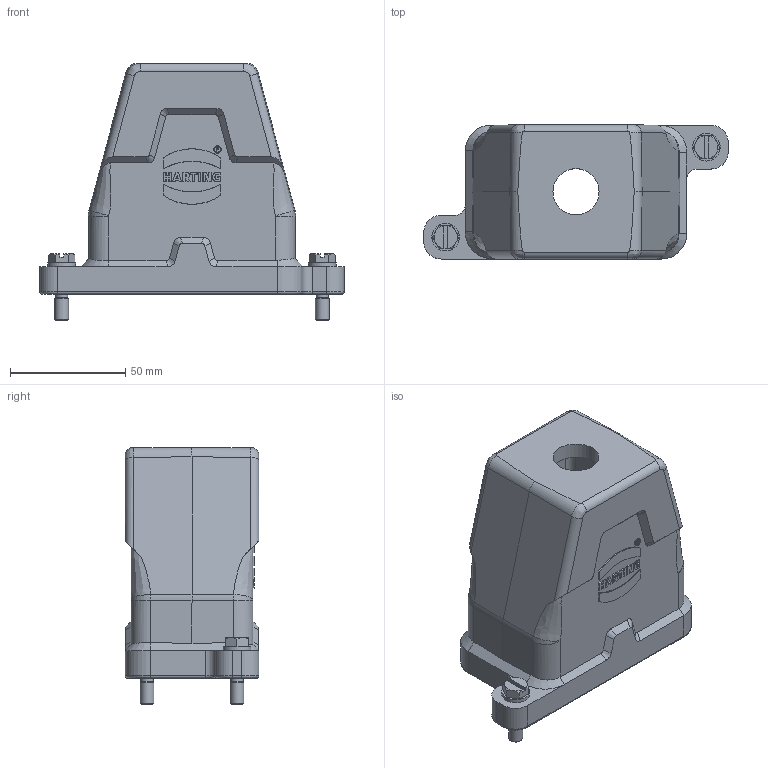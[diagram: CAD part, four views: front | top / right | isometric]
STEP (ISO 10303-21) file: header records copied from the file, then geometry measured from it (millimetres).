
FILE_DESCRIPTION(/* description */ (''),/* implementation_level */ '2;1');
FILE_NAME(/* name */ '100122284ugm000_d.stp',/* time_stamp */ '2017-11-03T09:24:49+01:00',/* author */ (''),/* organization */ (''),/* preprocessor_version */ 'ST-DEVELOPER v16',/* originating_system */ 'SIEMENS PLM Software NX 10.0',/* authorisation */ '');
FILE_SCHEMA (('AUTOMOTIVE_DESIGN { 1 0 10303 214 3 1 1 1 }'));
Length unit declared in the file: millimetre
Products named in the file (1): 100122284ugm000_d
Bounding box: 132 x 58 x 111.4 mm (x, y, z)
Volume: 175631.6 mm3; surface area: 60861.9 mm2
Topology: 1 solids, 1 shells, 431 faces, 1091 edges, 690 vertices
Faces by surface type: plane 214, cylinder 95, bspline 64, cone 38, torus 20
Full cylindrical faces by diameter (mm): 3 x4, 5.3 x2, 6 x2, 12 x2, 20 x1
Entity records: 17616 total; most frequent: CARTESIAN_POINT 5162, ORIENTED_EDGE 2094, DIRECTION 1893, EDGE_CURVE 1047, VERTEX_POINT 662, AXIS2_PLACEMENT_3D 662, LINE 569, VECTOR 569
